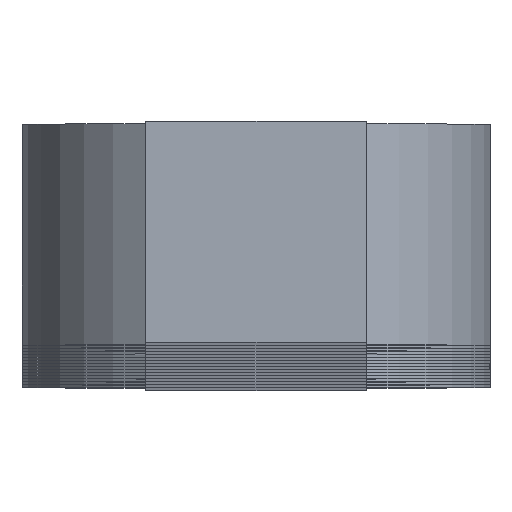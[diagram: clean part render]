
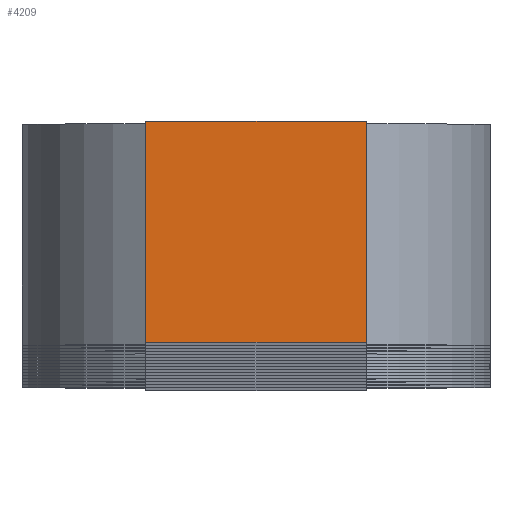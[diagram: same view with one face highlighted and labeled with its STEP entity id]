
A CAD part, top view. The second image highlights one B-rep face of the part: STEP entity #4209.
In plain terms, the highlighted planar face has unit normal (0, 0, 1).
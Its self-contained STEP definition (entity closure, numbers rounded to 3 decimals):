
#251 = CARTESIAN_POINT ( 'NONE',  ( -8., -8., 1000. ) ) ;
#273 = DIRECTION ( 'NONE',  ( 1., 0., 0. ) ) ;
#360 = LINE ( 'NONE', #5272, #2712 ) ;
#574 = DIRECTION ( 'NONE',  ( 0., 0., 1. ) ) ;
#666 = ORIENTED_EDGE ( 'NONE', *, *, #10164, .T. ) ;
#768 = LINE ( 'NONE', #6628, #8708 ) ;
#936 = LINE ( 'NONE', #4491, #8863 ) ;
#1223 = CARTESIAN_POINT ( 'NONE',  ( 8., 8., 1000. ) ) ;
#1664 = DIRECTION ( 'NONE',  ( -1., 0., 0. ) ) ;
#1905 = ORIENTED_EDGE ( 'NONE', *, *, #3021, .T. ) ;
#2006 = EDGE_CURVE ( 'NONE', #10652, #9995, #360, .T. ) ;
#2712 = VECTOR ( 'NONE', #273, 1000. ) ;
#3021 = EDGE_CURVE ( 'NONE', #11631, #10652, #12758, .T. ) ;
#3338 = CARTESIAN_POINT ( 'NONE',  ( 8., -8., 1000. ) ) ;
#3784 = EDGE_CURVE ( 'NONE', #9995, #10459, #936, .T. ) ;
#3881 = CARTESIAN_POINT ( 'NONE',  ( -8., 8., 1000. ) ) ;
#4209 = ADVANCED_FACE ( 'NONE', ( #12255 ), #12471, .T. ) ;
#4491 = CARTESIAN_POINT ( 'NONE',  ( 8., 8., 1000. ) ) ;
#5272 = CARTESIAN_POINT ( 'NONE',  ( -8., -8., 1000. ) ) ;
#5538 = AXIS2_PLACEMENT_3D ( 'NONE', #6536, #574, #7546 ) ;
#6536 = CARTESIAN_POINT ( 'NONE',  ( 0., 0., 1000. ) ) ;
#6628 = CARTESIAN_POINT ( 'NONE',  ( -8., 8., 1000. ) ) ;
#6898 = ORIENTED_EDGE ( 'NONE', *, *, #3784, .T. ) ;
#7546 = DIRECTION ( 'NONE',  ( 1., 0., 0. ) ) ;
#8708 = VECTOR ( 'NONE', #1664, 1000. ) ;
#8863 = VECTOR ( 'NONE', #9398, 1000. ) ;
#9398 = DIRECTION ( 'NONE',  ( 0., 1., 0. ) ) ;
#9995 = VERTEX_POINT ( 'NONE', #3338 ) ;
#10129 = VECTOR ( 'NONE', #10686, 1000. ) ;
#10164 = EDGE_CURVE ( 'NONE', #10459, #11631, #768, .T. ) ;
#10450 = ORIENTED_EDGE ( 'NONE', *, *, #2006, .T. ) ;
#10459 = VERTEX_POINT ( 'NONE', #1223 ) ;
#10652 = VERTEX_POINT ( 'NONE', #251 ) ;
#10686 = DIRECTION ( 'NONE',  ( 0., -1., 0. ) ) ;
#10781 = EDGE_LOOP ( 'NONE', ( #6898, #666, #1905, #10450 ) ) ;
#11631 = VERTEX_POINT ( 'NONE', #11973 ) ;
#11973 = CARTESIAN_POINT ( 'NONE',  ( -8., 8., 1000. ) ) ;
#12255 = FACE_OUTER_BOUND ( 'NONE', #10781, .T. ) ;
#12471 = PLANE ( 'NONE',  #5538 ) ;
#12758 = LINE ( 'NONE', #3881, #10129 ) ;
